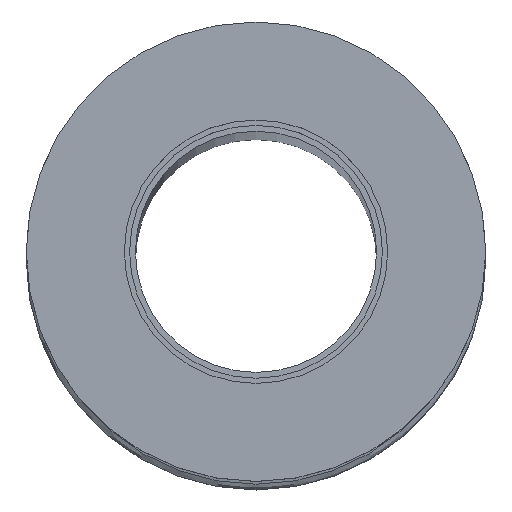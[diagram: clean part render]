
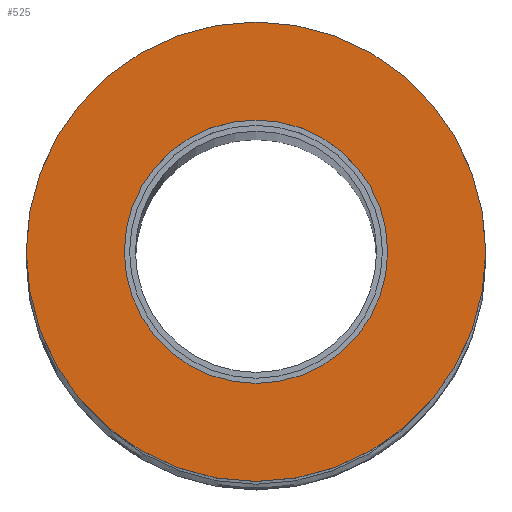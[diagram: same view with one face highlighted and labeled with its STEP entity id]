
A CAD part, top view. The second image highlights one B-rep face of the part: STEP entity #525.
In plain terms, the highlighted face is planar.
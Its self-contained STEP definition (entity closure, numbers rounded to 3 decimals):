
#5 = AXIS2_PLACEMENT_3D ( 'NONE', #232, #238, #487 ) ;
#29 = DIRECTION ( 'NONE',  ( 0., 1., 0. ) ) ;
#93 = AXIS2_PLACEMENT_3D ( 'NONE', #145, #29, #402 ) ;
#145 = CARTESIAN_POINT ( 'NONE',  ( 0., 4.4, 0. ) ) ;
#156 = CARTESIAN_POINT ( 'NONE',  ( 0., 4.4, -15. ) ) ;
#202 = DIRECTION ( 'NONE',  ( 0., 1., 0. ) ) ;
#221 = CIRCLE ( 'NONE', #93, 15. ) ;
#232 = CARTESIAN_POINT ( 'NONE',  ( 0., 4.4, 0. ) ) ;
#238 = DIRECTION ( 'NONE',  ( 0., -1., 0. ) ) ;
#257 = CARTESIAN_POINT ( 'NONE',  ( 15., 4.4, 0. ) ) ;
#278 = AXIS2_PLACEMENT_3D ( 'NONE', #257, #202, #666 ) ;
#323 = EDGE_LOOP ( 'NONE', ( #341 ) ) ;
#331 = FACE_BOUND ( 'NONE', #499, .T. ) ;
#341 = ORIENTED_EDGE ( 'NONE', *, *, #508, .T. ) ;
#384 = EDGE_CURVE ( 'NONE', #422, #422, #410, .T. ) ;
#389 = FACE_OUTER_BOUND ( 'NONE', #323, .T. ) ;
#402 = DIRECTION ( 'NONE',  ( 0., 0., -1. ) ) ;
#405 = CARTESIAN_POINT ( 'NONE',  ( 0., 4.4, -8.6 ) ) ;
#410 = CIRCLE ( 'NONE', #5, 8.6 ) ;
#422 = VERTEX_POINT ( 'NONE', #405 ) ;
#487 = DIRECTION ( 'NONE',  ( 0., 0., -1. ) ) ;
#492 = VERTEX_POINT ( 'NONE', #156 ) ;
#499 = EDGE_LOOP ( 'NONE', ( #664 ) ) ;
#508 = EDGE_CURVE ( 'NONE', #492, #492, #221, .T. ) ;
#511 = PLANE ( 'NONE',  #278 ) ;
#525 = ADVANCED_FACE ( 'NONE', ( #331, #389 ), #511, .T. ) ;
#664 = ORIENTED_EDGE ( 'NONE', *, *, #384, .T. ) ;
#666 = DIRECTION ( 'NONE',  ( 0., 0., 1. ) ) ;
